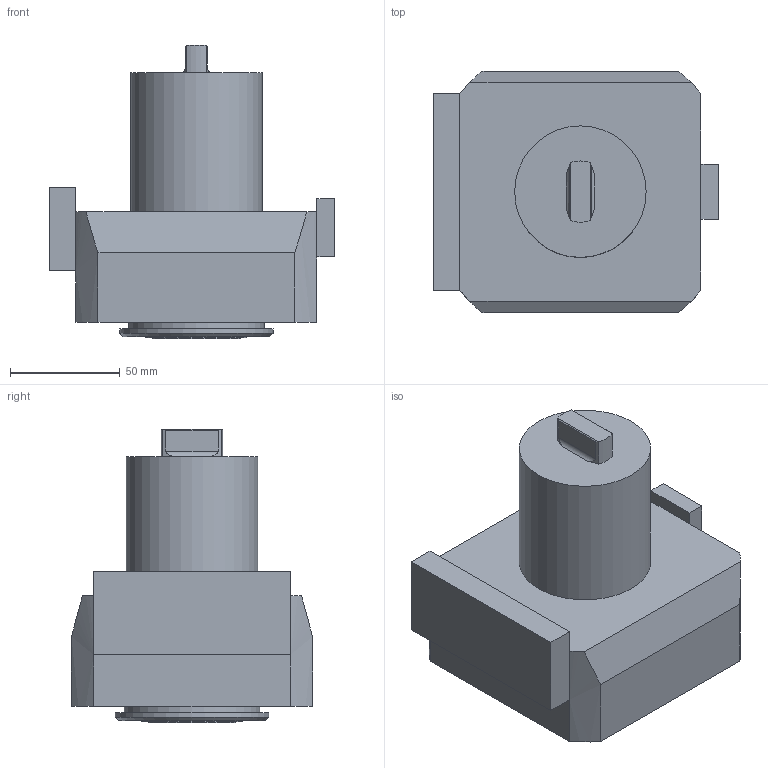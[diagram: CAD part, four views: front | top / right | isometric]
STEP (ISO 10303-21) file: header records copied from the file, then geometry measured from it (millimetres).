
FILE_DESCRIPTION(/* description */ ('3-D model version:1'),/* implementation_level */ '2;1');
FILE_NAME(/* name */ 'C4-DNE-OK60B-I',/* time_stamp */ '2016-12-02T13:42:03',/* author */ ('InteractiveCad'),/* organization */ ('AB Sandvik Coromant'),/* preprocessor_version */ 'ST-DEVELOPER v11',/* originating_system */ 'SIEMENS UGS NX 6.0',/* authorization */ '');
FILE_SCHEMA(('AUTOMOTIVE_DESIGN'));
Length unit declared in the file: millimetre
Products named in the file (1): C4_DNE_OK60B_I_634813069697079773_1_stp
Bounding box: 130 x 110 x 134 mm (x, y, z)
Volume: 831449.5 mm3; surface area: 67979.9 mm2
Topology: 1 solids, 1 shells, 59 faces, 136 edges, 88 vertices
Faces by surface type: plane 37, cylinder 15, cone 7
Full cylindrical faces by diameter (mm): 2.5 x1, 31.6 x1, 40 x1, 46 x1, 60 x1, 62 x1, 70 x1
Entity records: 1776 total; most frequent: CARTESIAN_POINT 334, DIRECTION 298, ORIENTED_EDGE 254, EDGE_CURVE 127, AXIS2_PLACEMENT_3D 109, VERTEX_POINT 87, LINE 80, VECTOR 80
